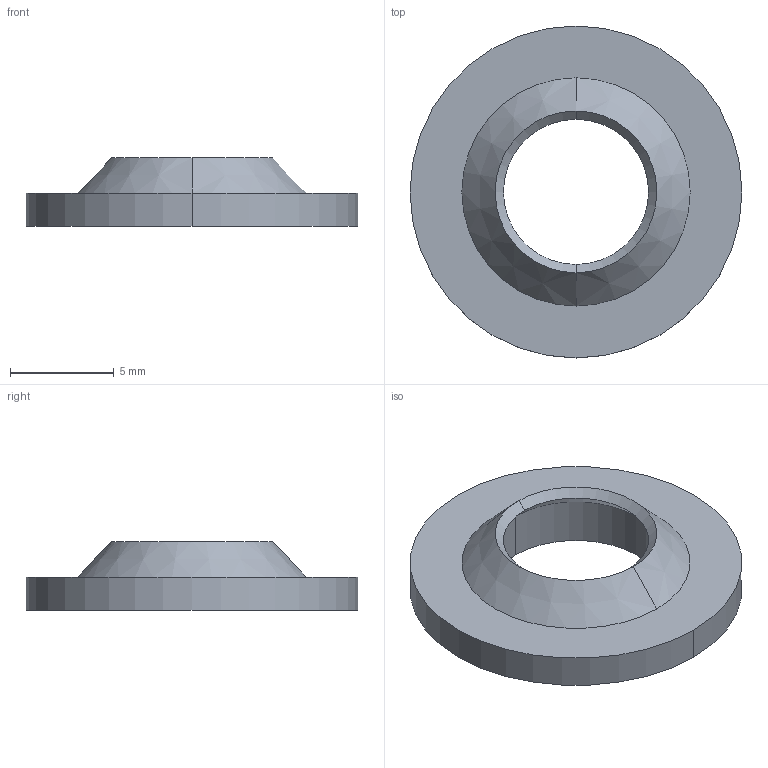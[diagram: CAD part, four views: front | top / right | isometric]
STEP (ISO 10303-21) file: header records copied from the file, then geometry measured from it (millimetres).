
FILE_DESCRIPTION (( 'STEP AP214' ), '1' );
FILE_NAME ('7250738', '2019-02-01T14:21:17', ( '' ), ('JUGARD+KÜNSTNER GmbH'), 'SwSTEP 2.0', 'SolidWorks 2017', '' );
FILE_SCHEMA (( 'AUTOMOTIVE_DESIGN' ));
Length unit declared in the file: millimetre
Products named in the file (1): 7250738_CNAJF00
Bounding box: 16 x 16 x 3.3 mm (x, y, z)
Volume: 274.8 mm3; surface area: 496.2 mm2
Topology: 1 solids, 1 shells, 12 faces, 24 edges, 14 vertices
Faces by surface type: cone 6, cylinder 4, plane 2
Entity records: 352 total; most frequent: DIRECTION 64, CARTESIAN_POINT 51, ORIENTED_EDGE 48, AXIS2_PLACEMENT_3D 27, EDGE_CURVE 24, VERTEX_POINT 14, EDGE_LOOP 14, CIRCLE 14
